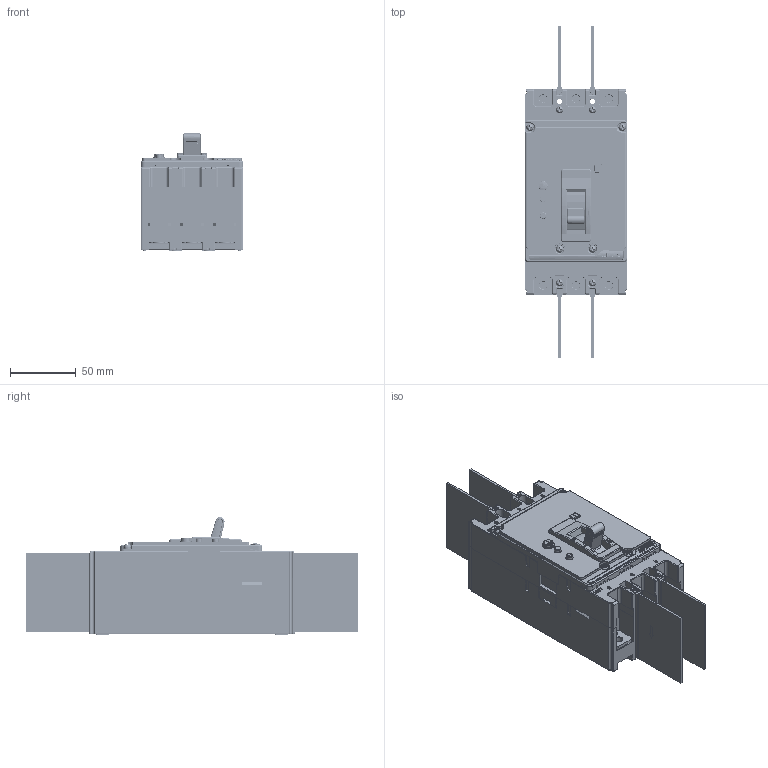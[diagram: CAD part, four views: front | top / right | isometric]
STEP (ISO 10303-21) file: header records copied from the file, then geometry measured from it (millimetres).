
FILE_DESCRIPTION((''),'2;1');
FILE_NAME('NXMLE-125S_3P_ASM','2019-10-28T',('sxqing'),(''),'CREO PARAMETRIC BY PTC INC, 2018070','CREO PARAMETRIC BY PTC INC, 2018070','');
FILE_SCHEMA(('CONFIG_CONTROL_DESIGN'));
Products named in the file (36): 8ZTD024828_2_1; PRT0041_1; 5ZTD024828_ASM_2_ASM_1_ASM; PRT0042_1; PRT0043_1; ASM0018_ASM_1_ASM; PRT0047_1; PRT0048_1; PRT0049_1; 8ZTD315481_2_1; PRT0050_1; 5ZTD315481_ASM_1_ASM_1_ASM; 8ZTD310470_1_1; PRT0051_1; PRT0052_1; PRT0053_1; PRT0067_1; PRT0068_1; ASM0019_ASM_1_ASM; PRT0069_1; D3_GB9074_26__3_3; D3_GB9074_24__3_3; ASM0020_ASM_1_ASM; 8-253-674_1_1; JIAFUJIANZUO_1_1; GAI-125LES3P_ASM_3_ASM_1_ASM; PRT0070_1; ANNIU_1_1; 8-253-709_1_1; PRT0071_1; PRT0072_1; M3X25_GB823__3_1; M3X25_ASM_3_ASM_1_ASM; NXMLE-125S3PWAIXINGTU_ASM_11_AS_ASM; NXMLE-125S3PWAIXINGTU_ASM_ASM_1_ASM; NXMLE-125S_3P_ASM
Assembly tree (70 placements, depth 6):
  NXMLE-125S_3P_ASM
    NXMLE-125S3PWAIXINGTU_ASM_ASM_1_ASM
      NXMLE-125S3PWAIXINGTU_ASM_11_AS_ASM
        5ZTD024828_ASM_2_ASM_1_ASM
          8ZTD024828_2_1
          PRT0041_1  x4
        PRT0042_1  x3
        PRT0043_1  x3
        ASM0018_ASM_1_ASM  x6
        PRT0047_1  x3
        PRT0048_1
        PRT0049_1  x6
        GAI-125LES3P_ASM_3_ASM_1_ASM
          5ZTD315481_ASM_1_ASM_1_ASM
            8ZTD315481_2_1
            PRT0050_1  x4
          8ZTD310470_1_1
          PRT0051_1
          PRT0052_1
          ASM0019_ASM_1_ASM  x4
            PRT0053_1
            PRT0067_1
            PRT0068_1
          ASM0020_ASM_1_ASM  x4
            PRT0069_1
            D3_GB9074_26__3_3
            D3_GB9074_24__3_3
          8-253-674_1_1
          JIAFUJIANZUO_1_1
        PRT0070_1
        ANNIU_1_1
        8-253-709_1_1
        PRT0071_1  x4
        PRT0072_1  x2
        M3X25_ASM_3_ASM_1_ASM  x2
          M3X25_GB823__3_1
          D3_GB9074_26__3_3
          D3_GB9074_24__3_3
Bounding box: 78 x 252.2 x 89.38 mm (x, y, z)
Volume: 708266.8 mm3; surface area: 222611.5 mm2
Topology: 70 solids, 118 shells, 6120 faces, 17062 edges, 11262 vertices
Faces by surface type: plane 3827, cylinder 1438, extrusion 233, cone 211, torus 178, bspline 136, sphere 85, revolution 12
Entity records: 157514 total; most frequent: CARTESIAN_POINT 36303, ORIENTED_EDGE 25882, DIRECTION 24005, EDGE_CURVE 12963, VECTOR 8865, LINE 8632, VERTEX_POINT 8545, AXIS2_PLACEMENT_3D 7564
